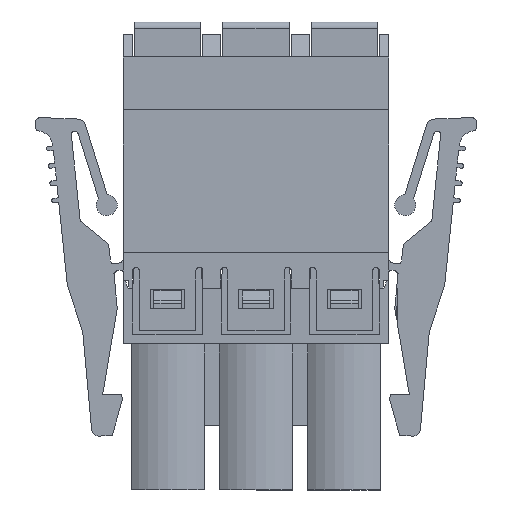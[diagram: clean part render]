
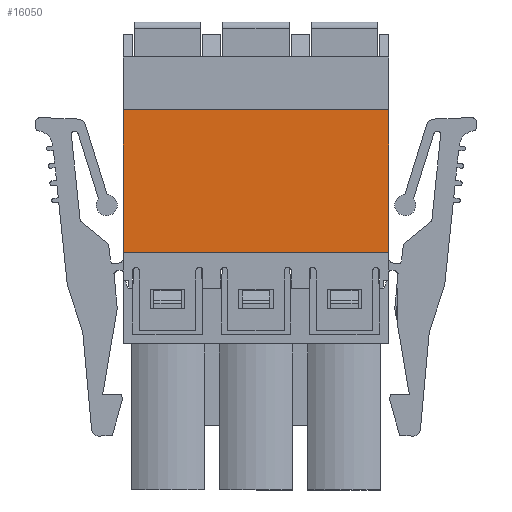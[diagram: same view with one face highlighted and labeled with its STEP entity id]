
A CAD part, front view. The second image highlights one B-rep face of the part: STEP entity #16050.
In plain terms, the highlighted planar face has unit normal (0, -1, 0).
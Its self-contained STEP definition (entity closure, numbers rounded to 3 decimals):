
#1386=ORIENTED_EDGE('',*,*,#5940,.T.);
#1387=ORIENTED_EDGE('',*,*,#5941,.F.);
#1388=ORIENTED_EDGE('',*,*,#5631,.F.);
#1389=ORIENTED_EDGE('',*,*,#5939,.T.);
#5631=EDGE_CURVE('',#7969,#7970,#9564,.T.);
#5939=EDGE_CURVE('',#7969,#8188,#9852,.T.);
#5940=EDGE_CURVE('',#8188,#8189,#9853,.T.);
#5941=EDGE_CURVE('',#7970,#8189,#9854,.T.);
#7969=VERTEX_POINT('',#23051);
#7970=VERTEX_POINT('',#23053);
#8188=VERTEX_POINT('',#23653);
#8189=VERTEX_POINT('',#23657);
#9564=LINE('',#23052,#11631);
#9852=LINE('',#23654,#11919);
#9853=LINE('',#23656,#11920);
#9854=LINE('',#23658,#11921);
#11631=VECTOR('',#18445,1000.);
#11919=VECTOR('',#18923,1000.);
#11920=VECTOR('',#18926,1000.);
#11921=VECTOR('',#18927,1000.);
#13541=EDGE_LOOP('',(#1386,#1387,#1388,#1389));
#14450=FACE_BOUND('',#13541,.T.);
#15334=PLANE('',#17004);
#16050=ADVANCED_FACE('',(#14450),#15334,.F.);
#17004=AXIS2_PLACEMENT_3D('',#23655,#18924,#18925);
#18445=DIRECTION('',(0.,0.,-1.));
#18923=DIRECTION('',(-1.,0.,0.));
#18924=DIRECTION('',(0.,1.,0.));
#18925=DIRECTION('',(0.,0.,1.));
#18926=DIRECTION('',(0.,0.,-1.));
#18927=DIRECTION('',(-1.,0.,0.));
#23051=CARTESIAN_POINT('',(7.62,-5.27,4.1));
#23052=CARTESIAN_POINT('',(7.62,-5.27,4.1));
#23053=CARTESIAN_POINT('',(7.62,-5.27,-4.1));
#23653=CARTESIAN_POINT('',(-7.62,-5.27,4.1));
#23654=CARTESIAN_POINT('',(7.62,-5.27,4.1));
#23655=CARTESIAN_POINT('',(7.62,-5.27,4.1));
#23656=CARTESIAN_POINT('',(-7.62,-5.27,4.1));
#23657=CARTESIAN_POINT('',(-7.62,-5.27,-4.1));
#23658=CARTESIAN_POINT('',(7.62,-5.27,-4.1));
